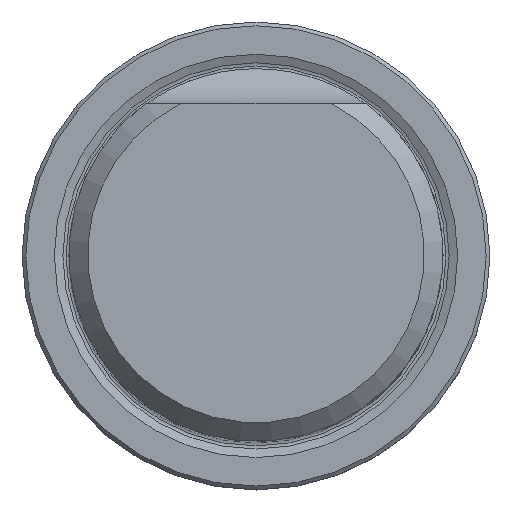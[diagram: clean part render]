
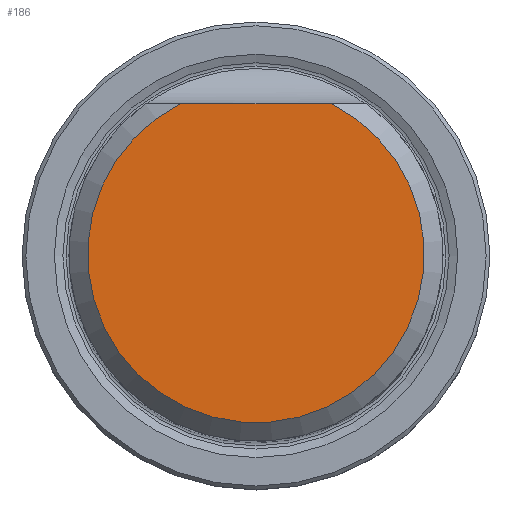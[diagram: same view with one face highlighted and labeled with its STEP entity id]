
A CAD part, top view. The second image highlights one B-rep face of the part: STEP entity #186.
In plain terms, the highlighted planar face has unit normal (0, 0, 1).
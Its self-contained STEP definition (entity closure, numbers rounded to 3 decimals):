
#124=FACE_OUTER_BOUND('',#284,.T.);
#134=LINE('',#758,#140);
#140=VECTOR('',#629,1.);
#170=PLANE('',#540);
#186=ADVANCED_FACE('CU_SU_1',(#124),#170,.F.);
#284=EDGE_LOOP('',(#339,#340));
#339=ORIENTED_EDGE('',*,*,#454,.F.);
#340=ORIENTED_EDGE('',*,*,#455,.F.);
#416=VERTEX_POINT('',#756);
#417=VERTEX_POINT('',#757);
#454=EDGE_CURVE('',#416,#417,#498,.T.);
#455=EDGE_CURVE('',#417,#416,#134,.T.);
#498=CIRCLE('',#539,8.997);
#539=AXIS2_PLACEMENT_3D('',#755,#627,#628);
#540=AXIS2_PLACEMENT_3D('',#759,#630,#631);
#627=DIRECTION('',(0.,0.,-1.));
#628=DIRECTION('',(0.,-1.,0.));
#629=DIRECTION('',(1.,0.,0.));
#630=DIRECTION('',(0.,0.,-1.));
#631=DIRECTION('',(0.,-1.,0.));
#755=CARTESIAN_POINT('',(0.,0.,50.));
#756=CARTESIAN_POINT('',(4.011,8.053,50.));
#757=CARTESIAN_POINT('',(-4.011,8.053,50.));
#758=CARTESIAN_POINT('',(-9.997,8.053,50.));
#759=CARTESIAN_POINT('',(0.,0.,50.));
